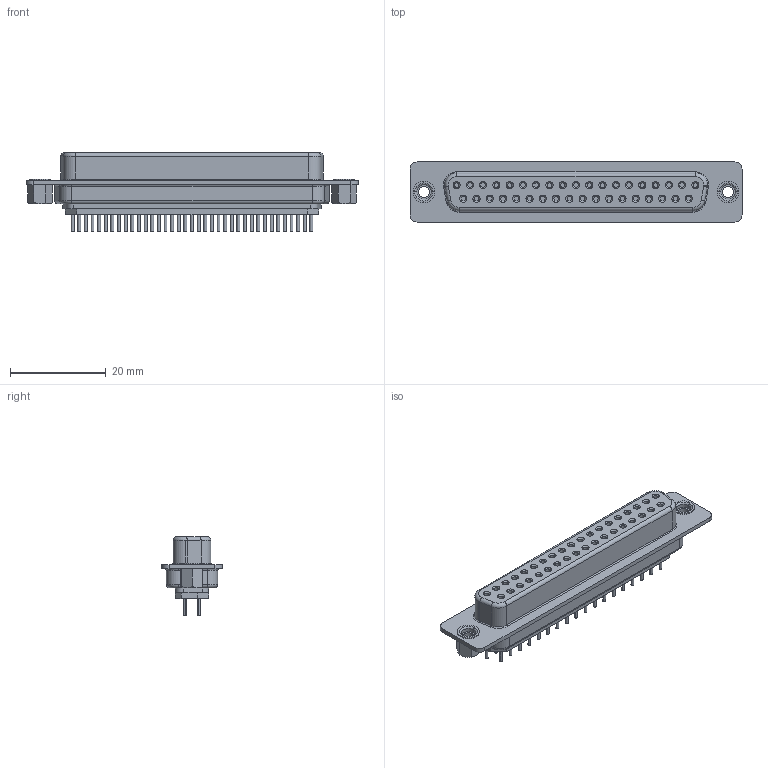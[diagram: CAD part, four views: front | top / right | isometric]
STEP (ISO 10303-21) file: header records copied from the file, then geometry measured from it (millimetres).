
FILE_DESCRIPTION (( 'STEP AP214' ), '1' );
FILE_NAME ('KF85X-CD-37S-K_rA3.STEP', '2013-03-22T19:07:24', ( 'Daniel' ), ( 'Microsoft' ), 'SwSTEP 2.0', 'SolidWorks 2012', '' );
FILE_SCHEMA (( 'AUTOMOTIVE_DESIGN' ));
Length unit declared in the file: millimetre
Products named in the file (1): KF85X-CD-37S-K_rA3
Bounding box: 69.32 x 12.55 x 16.4 mm (x, y, z)
Volume: 6343.9 mm3; surface area: 4473.9 mm2
Topology: 1 solids, 1 shells, 539 faces, 1124 edges, 707 vertices
Faces by surface type: cylinder 269, plane 164, cone 82, torus 24
Entity records: 17785 total; most frequent: DIRECTION 2847, CARTESIAN_POINT 2495, ORIENTED_EDGE 2248, AXIS2_PLACEMENT_3D 1195, EDGE_CURVE 1124, VERTEX_POINT 707, EDGE_LOOP 663, CIRCLE 655
